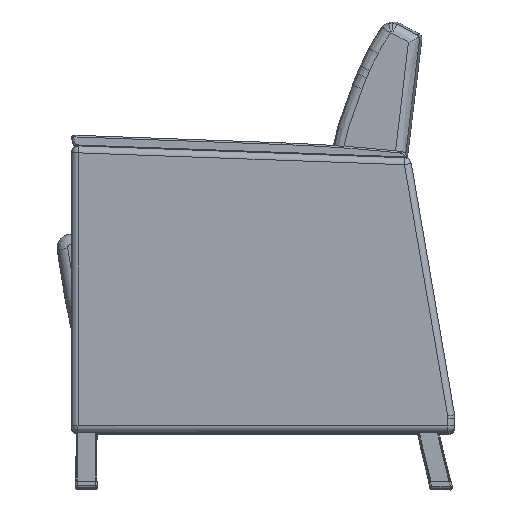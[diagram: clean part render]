
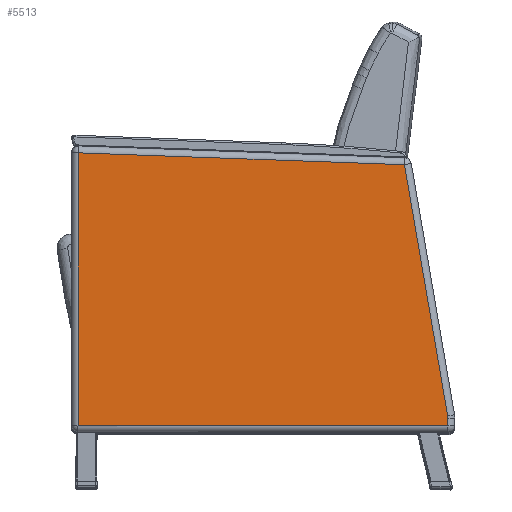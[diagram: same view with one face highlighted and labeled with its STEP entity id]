
A CAD part, top view. The second image highlights one B-rep face of the part: STEP entity #5513.
In plain terms, the highlighted face is planar.
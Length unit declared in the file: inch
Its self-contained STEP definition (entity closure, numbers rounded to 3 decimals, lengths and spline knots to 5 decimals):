
#258=PLANE('',#6114);
#455=LINE('',#12081,#802);
#458=LINE('',#12088,#805);
#464=LINE('',#12138,#811);
#465=LINE('',#12171,#812);
#470=LINE('',#12190,#817);
#802=VECTOR('',#6778,0.3937);
#805=VECTOR('',#6785,0.3937);
#811=VECTOR('',#6807,0.3937);
#812=VECTOR('',#6816,0.3937);
#817=VECTOR('',#6841,0.3937);
#1363=FACE_OUTER_BOUND('',#1718,.T.);
#1718=EDGE_LOOP('',(#4300,#4301,#4302,#4303,#4304,#4305));
#2018=CIRCLE('',#6092,2.76057);
#2521=VERTEX_POINT('',#12039);
#2527=VERTEX_POINT('',#12056);
#2534=VERTEX_POINT('',#12084);
#2544=VERTEX_POINT('',#12135);
#2545=VERTEX_POINT('',#12137);
#2547=VERTEX_POINT('',#12156);
#3142=EDGE_CURVE('',#2521,#2527,#455,.T.);
#3146=EDGE_CURVE('',#2527,#2534,#458,.T.);
#3158=EDGE_CURVE('',#2544,#2545,#464,.T.);
#3161=EDGE_CURVE('',#2545,#2547,#2018,.T.);
#3163=EDGE_CURVE('',#2547,#2521,#465,.T.);
#3174=EDGE_CURVE('',#2534,#2544,#470,.T.);
#4300=ORIENTED_EDGE('',*,*,#3158,.F.);
#4301=ORIENTED_EDGE('',*,*,#3174,.F.);
#4302=ORIENTED_EDGE('',*,*,#3146,.F.);
#4303=ORIENTED_EDGE('',*,*,#3142,.F.);
#4304=ORIENTED_EDGE('',*,*,#3163,.F.);
#4305=ORIENTED_EDGE('',*,*,#3161,.F.);
#5513=ADVANCED_FACE('',(#1363),#258,.F.);
#6092=AXIS2_PLACEMENT_3D('',#12157,#6812,#6813);
#6114=AXIS2_PLACEMENT_3D('',#12205,#6866,#6867);
#6778=DIRECTION('',(1.,0.,0.));
#6785=DIRECTION('',(0.,1.,0.));
#6807=DIRECTION('',(-0.171,-0.985,0.));
#6812=DIRECTION('center_axis',(0.,0.,1.));
#6813=DIRECTION('ref_axis',(-0.998,0.067,0.));
#6816=DIRECTION('',(0.,-1.,0.));
#6841=DIRECTION('',(-0.999,-0.034,0.));
#6866=DIRECTION('center_axis',(0.,0.,1.));
#6867=DIRECTION('ref_axis',(1.,0.,0.));
#12039=CARTESIAN_POINT('',(-12.80724,-9.46034,-1.5));
#12056=CARTESIAN_POINT('',(13.64695,-9.46034,-1.5));
#12081=CARTESIAN_POINT('',(-6.44369,-9.46034,-1.5));
#12084=CARTESIAN_POINT('',(13.64695,10.02647,-1.5));
#12088=CARTESIAN_POINT('',(13.64695,-4.83864,-1.5));
#12135=CARTESIAN_POINT('',(-9.67074,9.22367,-1.5));
#12137=CARTESIAN_POINT('',(-12.79597,-8.73029,-1.5));
#12138=CARTESIAN_POINT('',(-10.27762,5.73723,-1.5));
#12156=CARTESIAN_POINT('',(-12.80724,-8.90205,-1.5));
#12157=CARTESIAN_POINT('Origin',(-10.04831,-8.99696,-1.5));
#12171=CARTESIAN_POINT('',(-12.80724,-4.30537,-1.5));
#12190=CARTESIAN_POINT('',(6.8737,9.79327,-1.5));
#12205=CARTESIAN_POINT('Origin',(0.41985,0.28306,-1.5));
